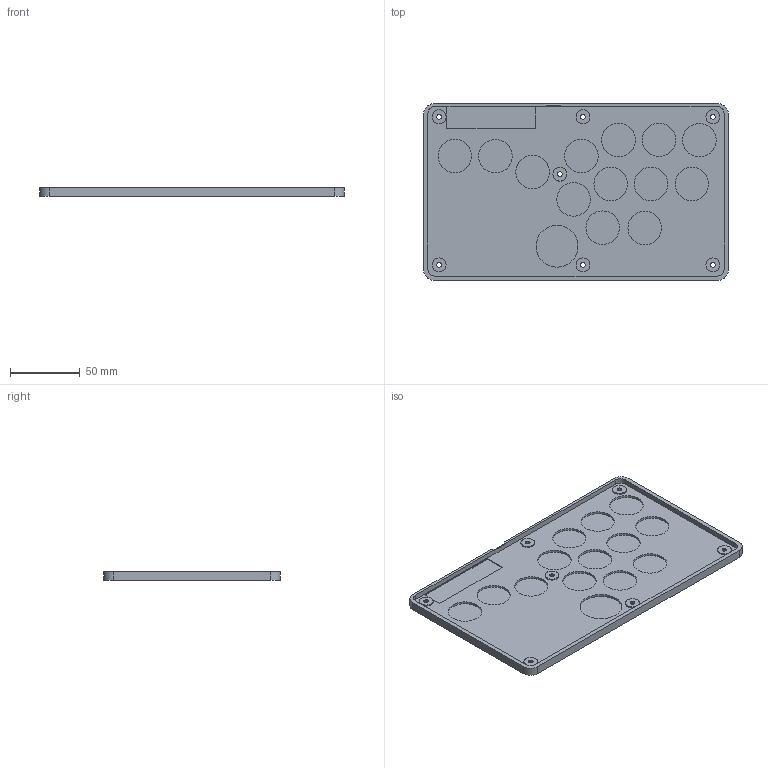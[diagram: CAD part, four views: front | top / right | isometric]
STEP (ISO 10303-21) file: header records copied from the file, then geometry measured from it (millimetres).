
FILE_DESCRIPTION(/* description */ (''),/* implementation_level */ '2;1');
FILE_NAME(/* name */ 'COMPOUND085.step',/* time_stamp */ '2023-08-11T02:13:17-04:00',/* author */ (''),/* organization */ (''),/* preprocessor_version */ 'ST-DEVELOPER v20',/* originating_system */ 'Autodesk Translation Framework v12.9.0.99',/* authorisation */ '');
FILE_SCHEMA (('AUTOMOTIVE_DESIGN { 1 0 10303 214 3 1 1 }'));
Length unit declared in the file: millimetre
Products named in the file (1): COMPOUND085
Bounding box: 218 x 126.4 x 6.2 mm (x, y, z)
Volume: 61651.6 mm3; surface area: 63757 mm2
Topology: 1 solids, 1 shells, 86 faces, 177 edges, 115 vertices
Faces by surface type: plane 43, cylinder 36, cone 7
Full cylindrical faces by diameter (mm): 3.3 x7, 10 x7, 24 x13, 30 x1
Entity records: 2356 total; most frequent: DIRECTION 430, CARTESIAN_POINT 379, ORIENTED_EDGE 354, EDGE_CURVE 177, AXIS2_PLACEMENT_3D 166, EDGE_LOOP 122, VERTEX_POINT 115, LINE 98
